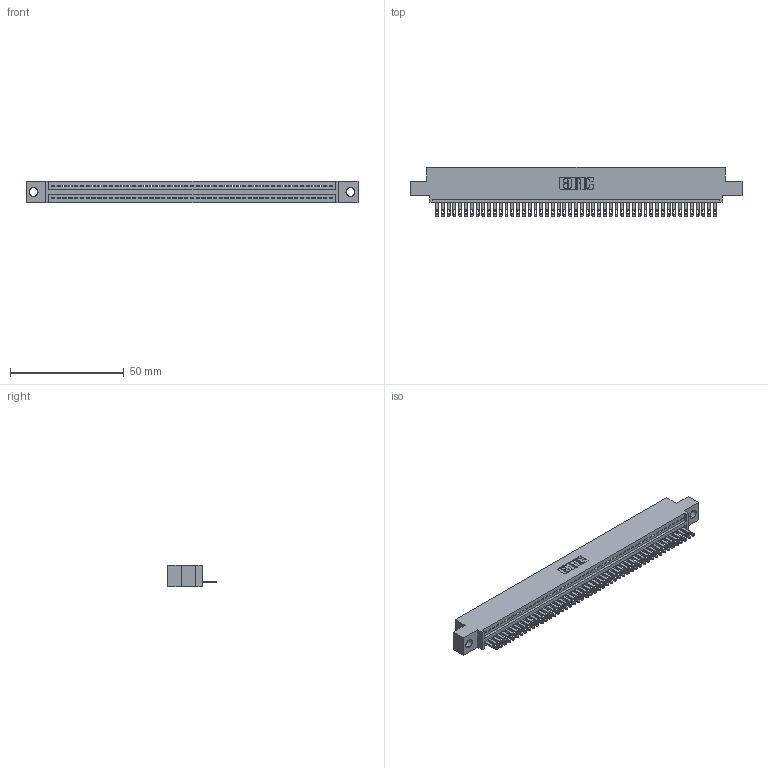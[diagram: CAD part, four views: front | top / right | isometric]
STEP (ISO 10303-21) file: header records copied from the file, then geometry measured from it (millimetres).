
FILE_DESCRIPTION (( 'STEP AP203' ), '1' );
FILE_NAME ('345-049-500-404.STEP', '2019-10-09T06:56:28', ( '' ), ( '' ), 'SwSTEP 2.0', 'SolidWorks 2016', '' );
FILE_SCHEMA (( 'CONFIG_CONTROL_DESIGN' ));
Length unit declared in the file: inch
Products named in the file (3): 345 Part_0.110 Offset - 0.156 Dia-TH; 345-049-500-404; 345-292-001_345-293-100
Assembly tree (50 placements, depth 2):
  345-049-500-404
    345 Part_0.110 Offset - 0.156 Dia-TH
    345-292-001_345-293-100  x49
Bounding box: 145.67 x 21.51 x 9.4 mm (x, y, z)
Volume: 13762.2 mm3; surface area: 18384.6 mm2
Topology: 50 solids, 50 shells, 2776 faces, 8585 edges, 5722 vertices
Faces by surface type: plane 1750, cylinder 1026
Entity records: 36001 total; most frequent: CARTESIAN_POINT 6243, ORIENTED_EDGE 6226, DIRECTION 5443, EDGE_CURVE 3113, LINE 2781, VECTOR 2781, VERTEX_POINT 2074, AXIS2_PLACEMENT_3D 1331
